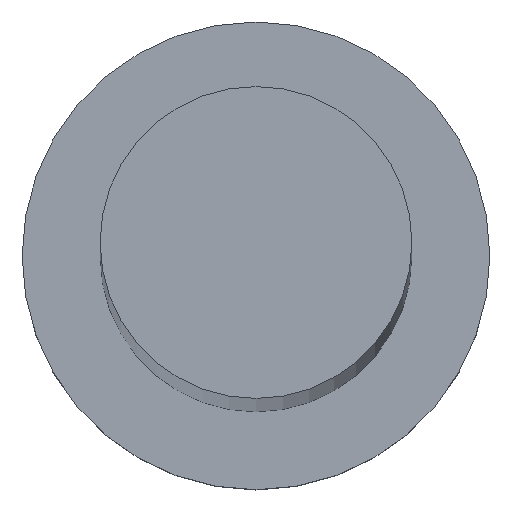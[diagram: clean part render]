
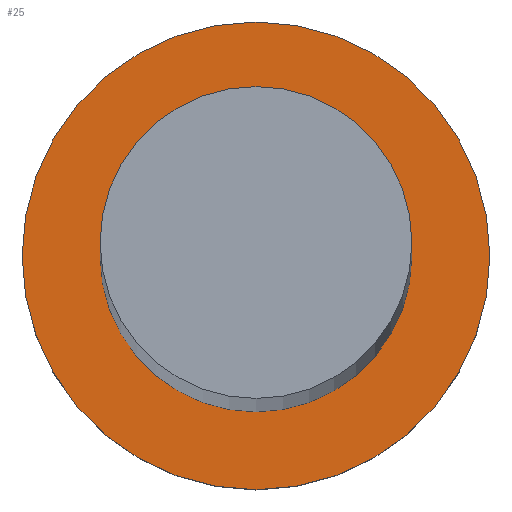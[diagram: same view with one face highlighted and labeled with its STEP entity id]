
A CAD part, top view. The second image highlights one B-rep face of the part: STEP entity #25.
In plain terms, the highlighted planar face has unit normal (0, 0, 1).
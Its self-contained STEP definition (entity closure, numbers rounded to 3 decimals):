
#1 = CIRCLE ( 'NONE', #105, 12. ) ;
#2 = DIRECTION ( 'NONE',  ( 1., 0., 0. ) ) ;
#8 = CIRCLE ( 'NONE', #45, 12. ) ;
#12 = ORIENTED_EDGE ( 'NONE', *, *, #31, .T. ) ;
#25 = ADVANCED_FACE ( 'NONE', ( #236, #216 ), #234, .T. ) ;
#26 = AXIS2_PLACEMENT_3D ( 'NONE', #60, #43, #119 ) ;
#31 = EDGE_CURVE ( 'NONE', #247, #199, #8, .T. ) ;
#39 = CARTESIAN_POINT ( 'NONE',  ( 12., 0., 7. ) ) ;
#43 = DIRECTION ( 'NONE',  ( 0., 0., 1. ) ) ;
#45 = AXIS2_PLACEMENT_3D ( 'NONE', #192, #140, #62 ) ;
#46 = CARTESIAN_POINT ( 'NONE',  ( 8., 0., 7. ) ) ;
#60 = CARTESIAN_POINT ( 'NONE',  ( 0., 0., 7. ) ) ;
#62 = DIRECTION ( 'NONE',  ( 1., 0., 0. ) ) ;
#70 = EDGE_CURVE ( 'NONE', #128, #218, #176, .T. ) ;
#75 = CARTESIAN_POINT ( 'NONE',  ( 0., 0., 7. ) ) ;
#81 = ORIENTED_EDGE ( 'NONE', *, *, #118, .F. ) ;
#88 = EDGE_LOOP ( 'NONE', ( #12, #230 ) ) ;
#105 = AXIS2_PLACEMENT_3D ( 'NONE', #189, #250, #231 ) ;
#114 = CARTESIAN_POINT ( 'NONE',  ( 0., 0., 7. ) ) ;
#118 = EDGE_CURVE ( 'NONE', #218, #128, #184, .T. ) ;
#119 = DIRECTION ( 'NONE',  ( 1., 0., 0. ) ) ;
#121 = ORIENTED_EDGE ( 'NONE', *, *, #70, .F. ) ;
#122 = EDGE_CURVE ( 'NONE', #199, #247, #1, .T. ) ;
#128 = VERTEX_POINT ( 'NONE', #169 ) ;
#140 = DIRECTION ( 'NONE',  ( 0., 0., 1. ) ) ;
#156 = CARTESIAN_POINT ( 'NONE',  ( -12., 0., 7. ) ) ;
#159 = AXIS2_PLACEMENT_3D ( 'NONE', #114, #235, #2 ) ;
#162 = AXIS2_PLACEMENT_3D ( 'NONE', #75, #166, #227 ) ;
#166 = DIRECTION ( 'NONE',  ( 0., 0., 1. ) ) ;
#169 = CARTESIAN_POINT ( 'NONE',  ( -8., 0., 7. ) ) ;
#176 = CIRCLE ( 'NONE', #162, 8. ) ;
#184 = CIRCLE ( 'NONE', #159, 8. ) ;
#189 = CARTESIAN_POINT ( 'NONE',  ( 0., 0., 7. ) ) ;
#192 = CARTESIAN_POINT ( 'NONE',  ( 0., 0., 7. ) ) ;
#199 = VERTEX_POINT ( 'NONE', #39 ) ;
#216 = FACE_OUTER_BOUND ( 'NONE', #88, .T. ) ;
#218 = VERTEX_POINT ( 'NONE', #46 ) ;
#227 = DIRECTION ( 'NONE',  ( 1., 0., 0. ) ) ;
#230 = ORIENTED_EDGE ( 'NONE', *, *, #122, .T. ) ;
#231 = DIRECTION ( 'NONE',  ( 1., 0., 0. ) ) ;
#234 = PLANE ( 'NONE',  #26 ) ;
#235 = DIRECTION ( 'NONE',  ( 0., 0., 1. ) ) ;
#236 = FACE_BOUND ( 'NONE', #246, .T. ) ;
#246 = EDGE_LOOP ( 'NONE', ( #121, #81 ) ) ;
#247 = VERTEX_POINT ( 'NONE', #156 ) ;
#250 = DIRECTION ( 'NONE',  ( 0., 0., 1. ) ) ;
